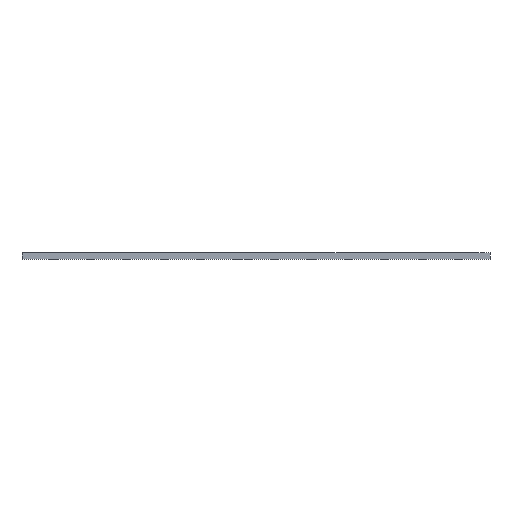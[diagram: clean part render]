
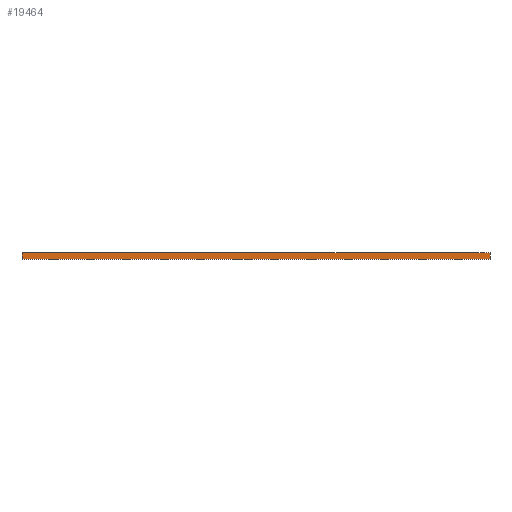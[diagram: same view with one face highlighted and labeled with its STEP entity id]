
A CAD part, left-side view. The second image highlights one B-rep face of the part: STEP entity #19464.
In plain terms, the highlighted planar face has unit normal (-1, 0, 0).
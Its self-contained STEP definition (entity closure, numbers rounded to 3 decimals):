
#2182=FACE_OUTER_BOUND('',#3426,.T.);
#3426=EDGE_LOOP('',(#17539,#17540,#17541,#17542));
#5248=LINE('',#30138,#7384);
#5703=LINE('',#31740,#7839);
#5704=LINE('',#31741,#7840);
#5705=LINE('',#31742,#7841);
#7384=VECTOR('',#24425,10.);
#7839=VECTOR('',#26258,10.);
#7840=VECTOR('',#26259,10.);
#7841=VECTOR('',#26260,10.);
#9175=VERTEX_POINT('',#30131);
#9178=VERTEX_POINT('',#30136);
#9635=VERTEX_POINT('',#31738);
#9636=VERTEX_POINT('',#31739);
#11519=EDGE_CURVE('',#9178,#9175,#5248,.T.);
#12319=EDGE_CURVE('',#9635,#9636,#5703,.T.);
#12320=EDGE_CURVE('',#9635,#9175,#5704,.T.);
#12321=EDGE_CURVE('',#9636,#9178,#5705,.T.);
#17539=ORIENTED_EDGE('',*,*,#12319,.F.);
#17540=ORIENTED_EDGE('',*,*,#12320,.T.);
#17541=ORIENTED_EDGE('',*,*,#11519,.F.);
#17542=ORIENTED_EDGE('',*,*,#12321,.F.);
#18465=PLANE('',#21029);
#19464=ADVANCED_FACE('',(#2182),#18465,.T.);
#21029=AXIS2_PLACEMENT_3D('',#31737,#26256,#26257);
#24425=DIRECTION('',(0.,-1.,0.));
#26256=DIRECTION('center_axis',(-1.,0.,0.));
#26257=DIRECTION('ref_axis',(0.,-1.,0.));
#26258=DIRECTION('',(0.,1.,0.));
#26259=DIRECTION('',(0.,0.,1.));
#26260=DIRECTION('',(0.,0.,1.));
#30131=CARTESIAN_POINT('',(-609.6,-609.6,0.));
#30136=CARTESIAN_POINT('',(-609.6,609.6,0.));
#30138=CARTESIAN_POINT('',(-609.6,-609.6,0.));
#31737=CARTESIAN_POINT('Origin',(-609.6,609.6,-18.));
#31738=CARTESIAN_POINT('',(-609.6,-609.6,-18.));
#31739=CARTESIAN_POINT('',(-609.6,609.6,-18.));
#31740=CARTESIAN_POINT('',(-609.6,-609.6,-18.));
#31741=CARTESIAN_POINT('',(-609.6,-609.6,-18.));
#31742=CARTESIAN_POINT('',(-609.6,609.6,-18.));
